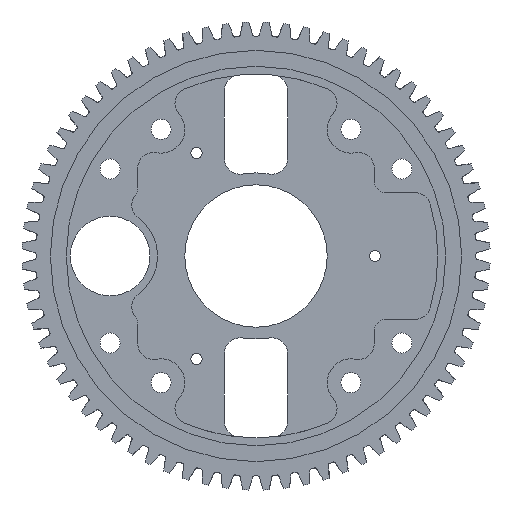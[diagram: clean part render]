
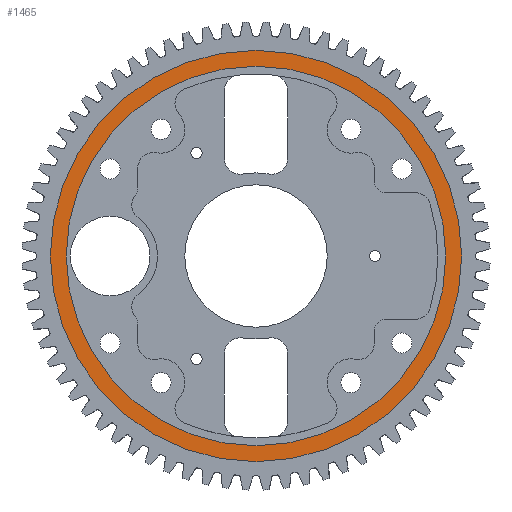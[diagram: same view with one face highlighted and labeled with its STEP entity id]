
A CAD part, front view. The second image highlights one B-rep face of the part: STEP entity #1465.
In plain terms, the highlighted planar face has unit normal (0, -1, 0).
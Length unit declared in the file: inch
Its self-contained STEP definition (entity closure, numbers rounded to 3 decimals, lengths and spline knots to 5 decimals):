
#577 = AXIS2_PLACEMENT_3D ( 'NONE', #1942, #6067, #18783 ) ;
#831 = DIRECTION ( 'NONE',  ( 0., 0., -1. ) ) ;
#1465 = ADVANCED_FACE ( 'NONE', ( #19887, #5362 ), #18090, .T. ) ;
#1509 = CARTESIAN_POINT ( 'NONE',  ( 0., -0.125, -1.4995 ) ) ;
#1942 = CARTESIAN_POINT ( 'NONE',  ( 0., -0.125, 0. ) ) ;
#2286 = AXIS2_PLACEMENT_3D ( 'NONE', #7578, #5503, #15627 ) ;
#2779 = CARTESIAN_POINT ( 'NONE',  ( 0., -0.125, 0. ) ) ;
#2784 = CIRCLE ( 'NONE', #577, 1.4995 ) ;
#3872 = CARTESIAN_POINT ( 'NONE',  ( 0., -0.125, 1.625 ) ) ;
#4255 = AXIS2_PLACEMENT_3D ( 'NONE', #10966, #16942, #4354 ) ;
#4354 = DIRECTION ( 'NONE',  ( 0., 0., -1. ) ) ;
#4710 = CIRCLE ( 'NONE', #4255, 1.4995 ) ;
#5362 = FACE_OUTER_BOUND ( 'NONE', #14570, .T. ) ;
#5503 = DIRECTION ( 'NONE',  ( 0., -1., 0. ) ) ;
#6028 = EDGE_CURVE ( 'NONE', #13225, #12473, #2784, .T. ) ;
#6067 = DIRECTION ( 'NONE',  ( 0., -1., 0. ) ) ;
#7578 = CARTESIAN_POINT ( 'NONE',  ( 0., -0.125, 0. ) ) ;
#10966 = CARTESIAN_POINT ( 'NONE',  ( 0., -0.125, 0. ) ) ;
#11444 = EDGE_CURVE ( 'NONE', #12999, #23061, #22289, .T. ) ;
#12219 = ORIENTED_EDGE ( 'NONE', *, *, #13359, .F. ) ;
#12473 = VERTEX_POINT ( 'NONE', #21656 ) ;
#12999 = VERTEX_POINT ( 'NONE', #3872 ) ;
#13225 = VERTEX_POINT ( 'NONE', #1509 ) ;
#13359 = EDGE_CURVE ( 'NONE', #12473, #13225, #4710, .T. ) ;
#13824 = DIRECTION ( 'NONE',  ( 0., -1., 0. ) ) ;
#14570 = EDGE_LOOP ( 'NONE', ( #24958, #21270 ) ) ;
#14934 = AXIS2_PLACEMENT_3D ( 'NONE', #19760, #15632, #831 ) ;
#15297 = ORIENTED_EDGE ( 'NONE', *, *, #6028, .F. ) ;
#15627 = DIRECTION ( 'NONE',  ( 0., 0., -1. ) ) ;
#15632 = DIRECTION ( 'NONE',  ( 0., -1., 0. ) ) ;
#16942 = DIRECTION ( 'NONE',  ( 0., -1., 0. ) ) ;
#17023 = AXIS2_PLACEMENT_3D ( 'NONE', #2779, #13824, #19638 ) ;
#18090 = PLANE ( 'NONE',  #2286 ) ;
#18783 = DIRECTION ( 'NONE',  ( 0., 0., -1. ) ) ;
#18892 = EDGE_CURVE ( 'NONE', #23061, #12999, #26807, .T. ) ;
#19019 = CARTESIAN_POINT ( 'NONE',  ( 0., -0.125, -1.625 ) ) ;
#19638 = DIRECTION ( 'NONE',  ( 0., 0., -1. ) ) ;
#19760 = CARTESIAN_POINT ( 'NONE',  ( 0., -0.125, 0. ) ) ;
#19887 = FACE_BOUND ( 'NONE', #24508, .T. ) ;
#21270 = ORIENTED_EDGE ( 'NONE', *, *, #11444, .T. ) ;
#21656 = CARTESIAN_POINT ( 'NONE',  ( 0., -0.125, 1.4995 ) ) ;
#22289 = CIRCLE ( 'NONE', #17023, 1.625 ) ;
#23061 = VERTEX_POINT ( 'NONE', #19019 ) ;
#24508 = EDGE_LOOP ( 'NONE', ( #15297, #12219 ) ) ;
#24958 = ORIENTED_EDGE ( 'NONE', *, *, #18892, .T. ) ;
#26807 = CIRCLE ( 'NONE', #14934, 1.625 ) ;
